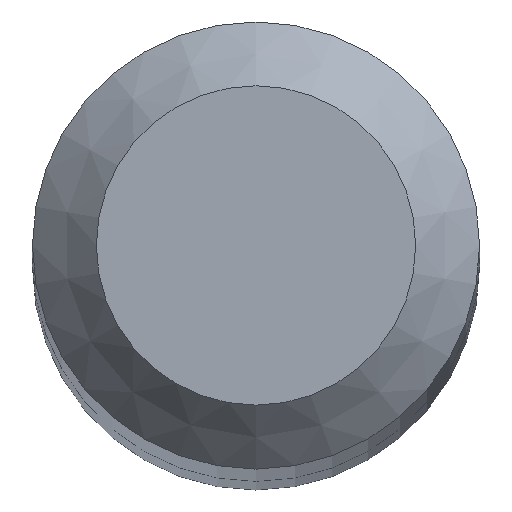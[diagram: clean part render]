
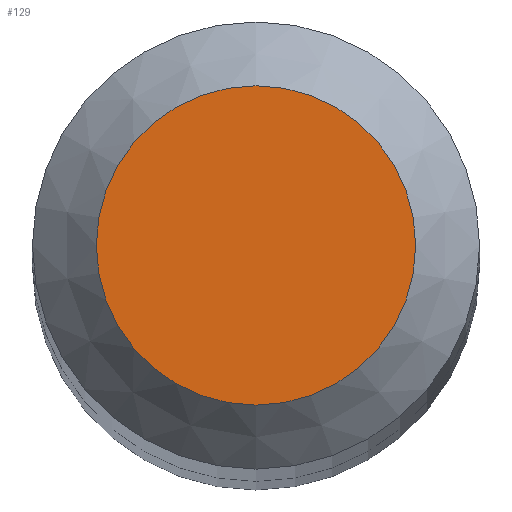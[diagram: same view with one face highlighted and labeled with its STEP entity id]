
A CAD part, top view. The second image highlights one B-rep face of the part: STEP entity #129.
In plain terms, the highlighted planar face has unit normal (0, 0, 1).
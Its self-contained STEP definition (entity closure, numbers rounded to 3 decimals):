
#7 = EDGE_CURVE ( 'NONE', #111, #111, #26, .T. ) ;
#14 = ORIENTED_EDGE ( 'NONE', *, *, #7, .F. ) ;
#26 = CIRCLE ( 'NONE', #76, 0.5 ) ;
#76 = AXIS2_PLACEMENT_3D ( 'NONE', #77, #95, #171 ) ;
#77 = CARTESIAN_POINT ( 'NONE',  ( 0., 0., 38. ) ) ;
#95 = DIRECTION ( 'NONE',  ( 0., 0., -1. ) ) ;
#97 = CARTESIAN_POINT ( 'NONE',  ( 0., 0., 38. ) ) ;
#107 = FACE_OUTER_BOUND ( 'NONE', #173, .T. ) ;
#111 = VERTEX_POINT ( 'NONE', #144 ) ;
#115 = AXIS2_PLACEMENT_3D ( 'NONE', #97, #189, #142 ) ;
#129 = ADVANCED_FACE ( 'NONE', ( #107 ), #160, .F. ) ;
#142 = DIRECTION ( 'NONE',  ( 0., 1., 0. ) ) ;
#144 = CARTESIAN_POINT ( 'NONE',  ( 0., 0.5, 38. ) ) ;
#160 = PLANE ( 'NONE',  #115 ) ;
#171 = DIRECTION ( 'NONE',  ( 0., 1., 0. ) ) ;
#173 = EDGE_LOOP ( 'NONE', ( #14 ) ) ;
#189 = DIRECTION ( 'NONE',  ( 0., 0., -1. ) ) ;
